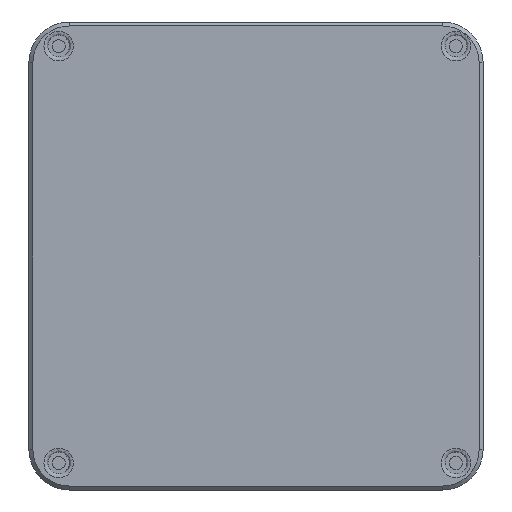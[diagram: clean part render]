
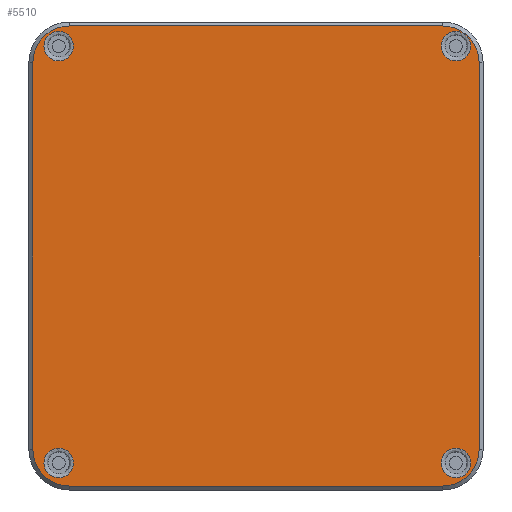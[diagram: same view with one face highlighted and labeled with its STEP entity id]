
A CAD part, left-side view. The second image highlights one B-rep face of the part: STEP entity #5510.
In plain terms, the highlighted planar face has unit normal (-1, 0, 0).
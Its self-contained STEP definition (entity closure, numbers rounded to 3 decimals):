
#64=FACE_BOUND('',#1535,.T.);
#65=FACE_BOUND('',#1536,.T.);
#66=FACE_BOUND('',#1537,.T.);
#67=FACE_BOUND('',#1538,.T.);
#93=LINE('',#7248,#563);
#94=LINE('',#7252,#564);
#95=LINE('',#7256,#565);
#96=LINE('',#7259,#566);
#563=VECTOR('',#6161,10.);
#564=VECTOR('',#6164,10.);
#565=VECTOR('',#6167,10.);
#566=VECTOR('',#6170,10.);
#1033=PLANE('',#5899);
#1173=FACE_OUTER_BOUND('',#1534,.T.);
#1534=EDGE_LOOP('',(#3637,#3638,#3639,#3640,#3641,#3642,#3643,#3644));
#1535=EDGE_LOOP('',(#3645));
#1536=EDGE_LOOP('',(#3646));
#1537=EDGE_LOOP('',(#3647));
#1538=EDGE_LOOP('',(#3648));
#1924=CIRCLE('',#5898,3.75);
#1925=CIRCLE('',#5900,9.3);
#1926=CIRCLE('',#5901,9.3);
#1927=CIRCLE('',#5902,9.3);
#1928=CIRCLE('',#5903,9.3);
#1929=CIRCLE('',#5904,3.75);
#1930=CIRCLE('',#5905,3.75);
#1931=CIRCLE('',#5906,3.75);
#2297=VERTEX_POINT('',#7229);
#2299=VERTEX_POINT('',#7244);
#2300=VERTEX_POINT('',#7245);
#2301=VERTEX_POINT('',#7247);
#2302=VERTEX_POINT('',#7249);
#2303=VERTEX_POINT('',#7251);
#2304=VERTEX_POINT('',#7253);
#2305=VERTEX_POINT('',#7255);
#2306=VERTEX_POINT('',#7257);
#2307=VERTEX_POINT('',#7260);
#2308=VERTEX_POINT('',#7262);
#2309=VERTEX_POINT('',#7264);
#2790=EDGE_CURVE('',#2297,#2297,#1924,.T.);
#2791=EDGE_CURVE('',#2299,#2300,#1925,.T.);
#2792=EDGE_CURVE('',#2301,#2299,#93,.T.);
#2793=EDGE_CURVE('',#2302,#2301,#1926,.T.);
#2794=EDGE_CURVE('',#2303,#2302,#94,.T.);
#2795=EDGE_CURVE('',#2304,#2303,#1927,.T.);
#2796=EDGE_CURVE('',#2305,#2304,#95,.T.);
#2797=EDGE_CURVE('',#2306,#2305,#1928,.T.);
#2798=EDGE_CURVE('',#2300,#2306,#96,.T.);
#2799=EDGE_CURVE('',#2307,#2307,#1929,.T.);
#2800=EDGE_CURVE('',#2308,#2308,#1930,.T.);
#2801=EDGE_CURVE('',#2309,#2309,#1931,.T.);
#3637=ORIENTED_EDGE('',*,*,#2791,.F.);
#3638=ORIENTED_EDGE('',*,*,#2792,.F.);
#3639=ORIENTED_EDGE('',*,*,#2793,.F.);
#3640=ORIENTED_EDGE('',*,*,#2794,.F.);
#3641=ORIENTED_EDGE('',*,*,#2795,.F.);
#3642=ORIENTED_EDGE('',*,*,#2796,.F.);
#3643=ORIENTED_EDGE('',*,*,#2797,.F.);
#3644=ORIENTED_EDGE('',*,*,#2798,.F.);
#3645=ORIENTED_EDGE('',*,*,#2799,.F.);
#3646=ORIENTED_EDGE('',*,*,#2800,.F.);
#3647=ORIENTED_EDGE('',*,*,#2801,.F.);
#3648=ORIENTED_EDGE('',*,*,#2790,.F.);
#5510=ADVANCED_FACE('',(#1173,#64,#65,#66,#67),#1033,.T.);
#5898=AXIS2_PLACEMENT_3D('',#7242,#6155,#6156);
#5899=AXIS2_PLACEMENT_3D('',#7243,#6157,#6158);
#5900=AXIS2_PLACEMENT_3D('',#7246,#6159,#6160);
#5901=AXIS2_PLACEMENT_3D('',#7250,#6162,#6163);
#5902=AXIS2_PLACEMENT_3D('',#7254,#6165,#6166);
#5903=AXIS2_PLACEMENT_3D('',#7258,#6168,#6169);
#5904=AXIS2_PLACEMENT_3D('',#7261,#6171,#6172);
#5905=AXIS2_PLACEMENT_3D('',#7263,#6173,#6174);
#5906=AXIS2_PLACEMENT_3D('',#7265,#6175,#6176);
#6155=DIRECTION('center_axis',(-1.,0.,0.));
#6156=DIRECTION('ref_axis',(0.,0.,
-1.));
#6157=DIRECTION('center_axis',(-1.,0.,0.));
#6158=DIRECTION('ref_axis',(0.,-1.,0.));
#6159=DIRECTION('center_axis',(1.,0.,0.));
#6160=DIRECTION('ref_axis',(0.,0.707,-0.707));
#6161=DIRECTION('',(0.,1.,0.));
#6162=DIRECTION('center_axis',(1.,0.,0.));
#6163=DIRECTION('ref_axis',(0.,0.,-1.));
#6164=DIRECTION('',(0.,0.,-1.));
#6165=DIRECTION('center_axis',(1.,0.,0.));
#6166=DIRECTION('ref_axis',(0.,-1.,0.));
#6167=DIRECTION('',(0.,-1.,0.));
#6168=DIRECTION('center_axis',(1.,0.,0.));
#6169=DIRECTION('ref_axis',(0.,0.707,0.707));
#6170=DIRECTION('',(0.,0.,1.));
#6171=DIRECTION('center_axis',(-1.,0.,0.));
#6172=DIRECTION('ref_axis',(0.,0.,
-1.));
#6173=DIRECTION('center_axis',(-1.,0.,0.));
#6174=DIRECTION('ref_axis',(0.,0.,
-1.));
#6175=DIRECTION('center_axis',(-1.,0.,0.));
#6176=DIRECTION('ref_axis',(0.,0.,
-1.));
#7229=CARTESIAN_POINT('',(-29.9,-19.576,0.111));
#7242=CARTESIAN_POINT('Origin',(-29.9,-19.576,-3.639));
#7243=CARTESIAN_POINT('Origin',(-29.9,26.75,49.));
#7244=CARTESIAN_POINT('',(-29.9,78.7,-9.5));
#7245=CARTESIAN_POINT('',(-29.9,88.,-0.2));
#7246=CARTESIAN_POINT('Origin',(-29.9,78.7,-0.2));
#7247=CARTESIAN_POINT('',(-29.9,-16.2,-9.5));
#7248=CARTESIAN_POINT('',(-29.9,48.225,-9.5));
#7249=CARTESIAN_POINT('',(-29.9,-25.5,-0.2));
#7250=CARTESIAN_POINT('Origin',(-29.9,-16.2,-0.2));
#7251=CARTESIAN_POINT('',(-29.9,-25.5,98.2));
#7252=CARTESIAN_POINT('',(-29.9,-25.5,24.4));
#7253=CARTESIAN_POINT('',(-29.9,-16.2,107.5));
#7254=CARTESIAN_POINT('Origin',(-29.9,-16.2,98.2));
#7255=CARTESIAN_POINT('',(-29.9,78.7,107.5));
#7256=CARTESIAN_POINT('',(-29.9,5.275,107.5));
#7257=CARTESIAN_POINT('',(-29.9,88.,98.2));
#7258=CARTESIAN_POINT('Origin',(-29.9,78.7,98.2));
#7259=CARTESIAN_POINT('',(-29.9,88.,73.6));
#7260=CARTESIAN_POINT('',(-29.9,81.424,0.111));
#7261=CARTESIAN_POINT('Origin',(-29.9,81.424,-3.639));
#7262=CARTESIAN_POINT('',(-29.9,-19.576,106.111));
#7263=CARTESIAN_POINT('Origin',(-29.9,-19.576,102.361));
#7264=CARTESIAN_POINT('',(-29.9,81.424,106.111));
#7265=CARTESIAN_POINT('Origin',(-29.9,81.424,102.361));
